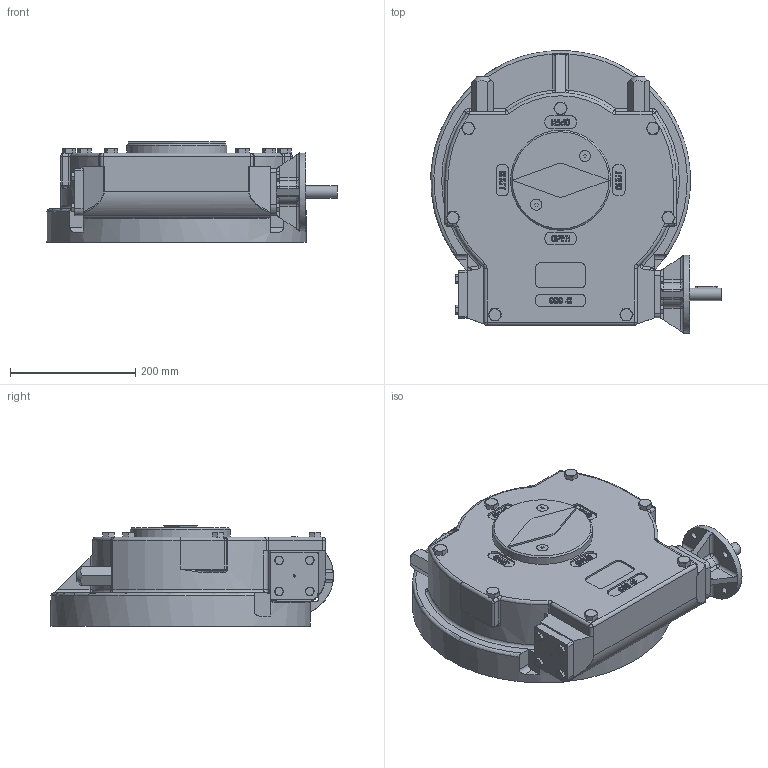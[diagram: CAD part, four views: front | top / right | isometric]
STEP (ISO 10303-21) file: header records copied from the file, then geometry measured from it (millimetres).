
FILE_DESCRIPTION( ( 'Unknown' ), '1' );
FILE_NAME( 'E 6800G LB L.stp', 'Unknown', ( 'Unknown' ), ( 'Unknown' ), 'XStep 1.0', 'Unknown', ' ' );
FILE_SCHEMA( ( 'automotive_design' ) );
Length unit declared in the file: millimetre
Products named in the file (1): 22F0Z10000001
Bounding box: 463.7 x 452 x 159.9 mm (x, y, z)
Volume: 13394969 mm3; surface area: 1091680.4 mm2
Topology: 1 solids, 34 shells, 1560 faces, 4072 edges, 2556 vertices
Faces by surface type: plane 553, cylinder 415, torus 245, cone 238, sphere 58, bspline 27, extrusion 24
Full cylindrical faces by diameter (mm): 6.647 x6, 8 x10, 9 x10, 10.106 x14, 11 x4, 12 x7, 14 x7, 17.294 x2, 20 x1, 26 x2, 30 x1, 35 x2, 38 x2, 70 x1, 125 x1, 125.95 x2, 130 x4, 135 x1, 140 x1, 146 x1, 151.6 x1, 160 x1, 415 x1
Entity records: 67996 total; most frequent: CARTESIAN_POINT 20156, ORIENTED_EDGE 7600, DIRECTION 6885, EDGE_CURVE 3800, AXIS2_PLACEMENT_3D 2903, VERTEX_POINT 2490, EDGE_LOOP 1784, FACE_OUTER_BOUND 1657
